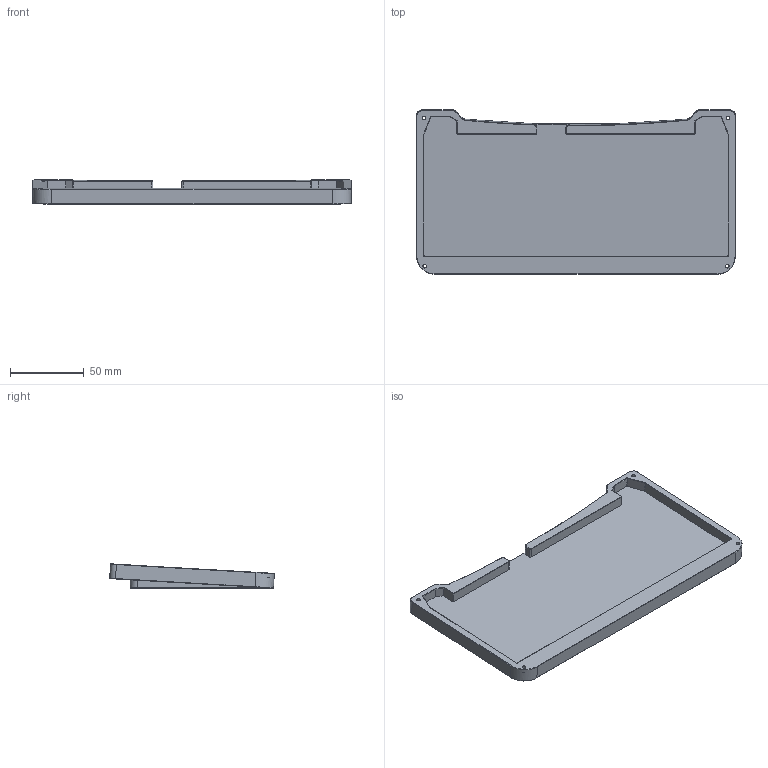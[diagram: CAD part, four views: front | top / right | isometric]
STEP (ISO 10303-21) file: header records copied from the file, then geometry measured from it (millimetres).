
FILE_DESCRIPTION(/* description */ (''),/* implementation_level */ '2;1');
FILE_NAME(/* name */ 'Isola v3 Bottom.step',/* time_stamp */ '2023-12-07T22:26:06-08:00',/* author */ (''),/* organization */ (''),/* preprocessor_version */ 'ST-DEVELOPER v20',/* originating_system */ 'Autodesk Translation Framework v12.14.0.127',/* authorisation */ '');
FILE_SCHEMA (('AUTOMOTIVE_DESIGN { 1 0 10303 214 3 1 1 }'));
Length unit declared in the file: millimetre
Products named in the file (1): Isola v3 Fresh_pc_M2
Bounding box: 215.74 x 111.37 x 16.4 mm (x, y, z)
Volume: 152601 mm3; surface area: 57462 mm2
Topology: 1 solids, 1 shells, 147 faces, 340 edges, 202 vertices
Faces by surface type: plane 69, cylinder 37, cone 31, bspline 10
Full cylindrical faces by diameter (mm): 2.5 x4, 4.5 x2, 5 x2, 10.5 x4
Entity records: 4478 total; most frequent: CARTESIAN_POINT 1023, DIRECTION 698, ORIENTED_EDGE 676, EDGE_CURVE 338, AXIS2_PLACEMENT_3D 241, LINE 216, VECTOR 216, VERTEX_POINT 202
